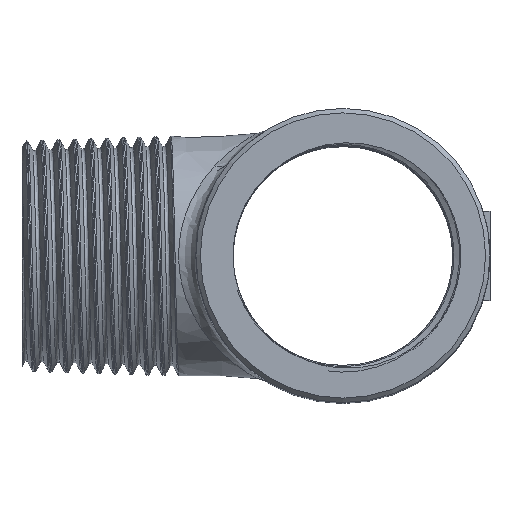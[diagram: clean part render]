
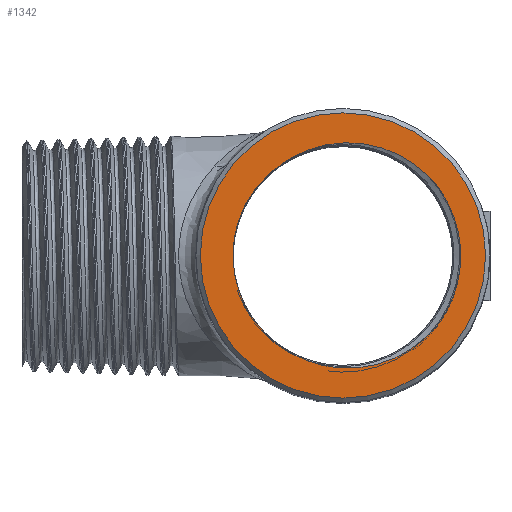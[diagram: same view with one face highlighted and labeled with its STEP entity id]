
A CAD part, top view. The second image highlights one B-rep face of the part: STEP entity #1342.
In plain terms, the highlighted planar face has unit normal (0, 0, 1).
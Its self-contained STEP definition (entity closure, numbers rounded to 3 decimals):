
#43=CIRCLE('',#1395,12.33);
#44=CIRCLE('',#1396,16.);
#62=PLANE('',#1394);
#460=ORIENTED_EDGE('',*,*,#779,.T.);
#461=ORIENTED_EDGE('',*,*,#832,.T.);
#462=ORIENTED_EDGE('',*,*,#865,.F.);
#463=ORIENTED_EDGE('',*,*,#811,.T.);
#464=ORIENTED_EDGE('',*,*,#786,.T.);
#465=ORIENTED_EDGE('',*,*,#783,.T.);
#466=ORIENTED_EDGE('',*,*,#866,.T.);
#779=EDGE_CURVE('',#990,#991,#1141,.T.);
#783=EDGE_CURVE('',#994,#990,#1143,.T.);
#786=EDGE_CURVE('',#996,#994,#1145,.T.);
#811=EDGE_CURVE('',#998,#996,#1148,.T.);
#832=EDGE_CURVE('',#991,#1040,#1150,.T.);
#865=EDGE_CURVE('',#998,#1040,#43,.T.);
#866=EDGE_CURVE('',#1064,#1064,#44,.T.);
#990=VERTEX_POINT('',#17000);
#991=VERTEX_POINT('',#17001);
#994=VERTEX_POINT('',#19145);
#996=VERTEX_POINT('',#20770);
#998=VERTEX_POINT('',#22387);
#1040=VERTEX_POINT('',#24332);
#1064=VERTEX_POINT('',#25000);
#1141=B_SPLINE_CURVE_WITH_KNOTS('',3,(#16995,#16996,#16997,#16998,#16999),
 .UNSPECIFIED.,.F.,.F.,(4,1,4),(0.,0.5,1.),.UNSPECIFIED.);
#1143=B_SPLINE_CURVE_WITH_KNOTS('',3,(#19132,#19133,#19134,#19135,#19136,
#19137,#19138,#19139,#19140,#19141,#19142,#19143,#19144),.UNSPECIFIED.,
 .F.,.F.,(4,1,1,1,1,1,1,1,1,1,4),(0.,0.063,0.125,0.25,0.375,0.5,0.625,
0.75,0.875,0.938,1.),.UNSPECIFIED.);
#1145=B_SPLINE_CURVE_WITH_KNOTS('',3,(#20765,#20766,#20767,#20768,#20769),
 .UNSPECIFIED.,.F.,.F.,(4,1,4),(0.,0.5,1.),.UNSPECIFIED.);
#1148=B_SPLINE_CURVE_WITH_KNOTS('',3,(#22702,#22703,#22704,#22705,#22706,
#22707),.UNSPECIFIED.,.F.,.F.,(4,1,1,4),(0.,0.5,0.75,1.),.UNSPECIFIED.);
#1150=B_SPLINE_CURVE_WITH_KNOTS('',3,(#24333,#24334,#24335,#24336,#24337,
#24338),.UNSPECIFIED.,.F.,.F.,(4,1,1,4),(0.,0.25,0.5,1.),.UNSPECIFIED.);
#1205=EDGE_LOOP('',(#460,#461,#462,#463,#464,#465));
#1206=EDGE_LOOP('',(#466));
#1263=FACE_BOUND('',#1205,.T.);
#1264=FACE_BOUND('',#1206,.T.);
#1342=ADVANCED_FACE('',(#1263,#1264),#62,.T.);
#1394=AXIS2_PLACEMENT_3D('',#24997,#1489,#1490);
#1395=AXIS2_PLACEMENT_3D('',#24998,#1491,#1492);
#1396=AXIS2_PLACEMENT_3D('',#24999,#1493,#1494);
#1489=DIRECTION('',(0.,0.,1.));
#1490=DIRECTION('',(1.,0.,0.));
#1491=DIRECTION('',(0.,0.,1.));
#1492=DIRECTION('',(1.,0.,0.));
#1493=DIRECTION('',(0.,0.,1.));
#1494=DIRECTION('',(1.,0.,0.));
#16995=CARTESIAN_POINT('',(9.419,-9.085,33.75));
#16996=CARTESIAN_POINT('',(7.665,-10.755,33.75));
#16997=CARTESIAN_POINT('',(3.251,-13.07,33.75));
#16998=CARTESIAN_POINT('',(-1.728,-12.675,33.75));
#16999=CARTESIAN_POINT('',(-3.977,-11.807,33.75));
#17000=CARTESIAN_POINT('',(9.419,-9.085,33.75));
#17001=CARTESIAN_POINT('',(-3.977,-11.807,33.75));
#19132=CARTESIAN_POINT('',(9.419,9.085,33.75));
#19133=CARTESIAN_POINT('',(9.718,8.799,33.75));
#19134=CARTESIAN_POINT('',(10.287,8.194,33.75));
#19135=CARTESIAN_POINT('',(11.336,6.795,33.75));
#19136=CARTESIAN_POINT('',(12.316,4.959,33.75));
#19137=CARTESIAN_POINT('',(13.06,2.505,33.75));
#19138=CARTESIAN_POINT('',(13.302,-0.001,33.75));
#19139=CARTESIAN_POINT('',(13.054,-2.538,33.75));
#19140=CARTESIAN_POINT('',(12.311,-4.967,33.75));
#19141=CARTESIAN_POINT('',(11.327,-6.808,33.75));
#19142=CARTESIAN_POINT('',(10.284,-8.197,33.75));
#19143=CARTESIAN_POINT('',(9.717,-8.801,33.75));
#19144=CARTESIAN_POINT('',(9.419,-9.085,33.75));
#19145=CARTESIAN_POINT('',(9.419,9.085,33.75));
#20765=CARTESIAN_POINT('',(-3.977,11.807,33.75));
#20766=CARTESIAN_POINT('',(-1.724,12.676,33.75));
#20767=CARTESIAN_POINT('',(3.239,13.072,33.75));
#20768=CARTESIAN_POINT('',(7.668,10.752,33.75));
#20769=CARTESIAN_POINT('',(9.419,9.085,33.75));
#20770=CARTESIAN_POINT('',(-3.977,11.807,33.75));
#22387=CARTESIAN_POINT('',(-9.789,7.498,33.75));
#22702=CARTESIAN_POINT('',(-9.789,7.498,33.75));
#22703=CARTESIAN_POINT('',(-9.052,8.468,33.75));
#22704=CARTESIAN_POINT('',(-7.737,9.765,33.75));
#22705=CARTESIAN_POINT('',(-5.655,11.083,33.75));
#22706=CARTESIAN_POINT('',(-4.565,11.581,33.75));
#22707=CARTESIAN_POINT('',(-3.977,11.807,33.75));
#24332=CARTESIAN_POINT('',(-9.789,-7.498,33.75));
#24333=CARTESIAN_POINT('',(-3.977,-11.807,33.75));
#24334=CARTESIAN_POINT('',(-4.566,-11.58,33.75));
#24335=CARTESIAN_POINT('',(-5.66,-11.08,33.75));
#24336=CARTESIAN_POINT('',(-7.743,-9.76,33.75));
#24337=CARTESIAN_POINT('',(-9.049,-8.473,33.75));
#24338=CARTESIAN_POINT('',(-9.789,-7.498,33.75));
#24997=CARTESIAN_POINT('',(0.,0.,33.75));
#24998=CARTESIAN_POINT('',(0.,0.,33.75));
#24999=CARTESIAN_POINT('',(0.,0.,33.75));
#25000=CARTESIAN_POINT('',(16.,0.,33.75));
